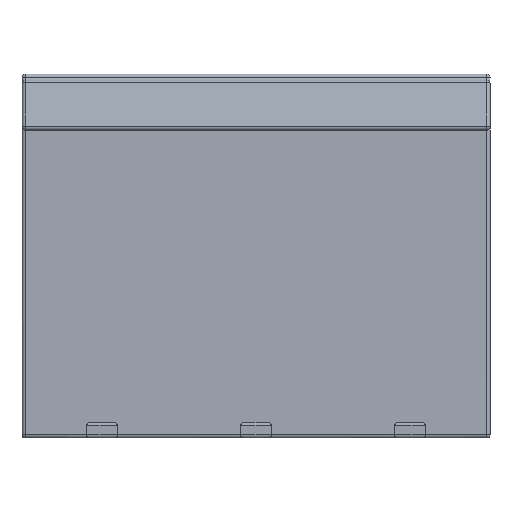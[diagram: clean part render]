
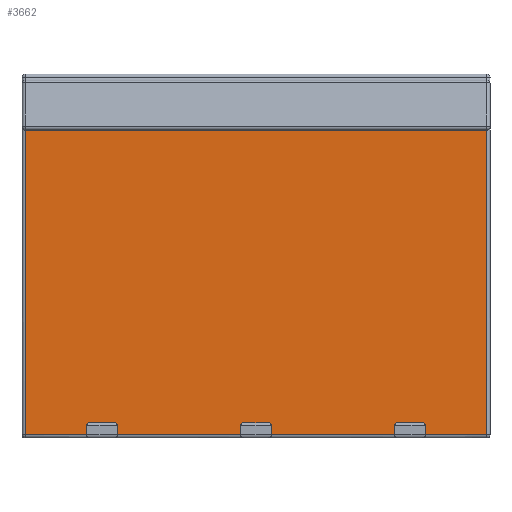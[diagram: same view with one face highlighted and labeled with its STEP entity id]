
A CAD part, front view. The second image highlights one B-rep face of the part: STEP entity #3662.
In plain terms, the highlighted planar face has unit normal (0, -1, 0).
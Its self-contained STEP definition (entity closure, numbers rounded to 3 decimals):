
#343=DIRECTION('',(1.,0.,0.));
#344=VECTOR('',#343,20.);
#345=CARTESIAN_POINT('',(55.,-35.,1.));
#346=LINE('',#345,#344);
#350=DIRECTION('',(0.,0.,1.));
#351=VECTOR('',#350,3.);
#352=CARTESIAN_POINT('',(55.,-35.,1.));
#353=LINE('',#352,#351);
#357=DIRECTION('',(-1.,0.,0.));
#358=VECTOR('',#357,8.);
#359=CARTESIAN_POINT('',(54.,-35.,5.));
#360=LINE('',#359,#358);
#364=DIRECTION('',(0.,0.,1.));
#365=VECTOR('',#364,3.);
#366=CARTESIAN_POINT('',(45.,-35.,1.));
#367=LINE('',#366,#365);
#371=DIRECTION('',(1.,0.,0.));
#372=VECTOR('',#371,40.);
#373=CARTESIAN_POINT('',(5.,-35.,1.));
#374=LINE('',#373,#372);
#378=DIRECTION('',(0.,0.,1.));
#379=VECTOR('',#378,3.);
#380=CARTESIAN_POINT('',(5.,-35.,1.));
#381=LINE('',#380,#379);
#385=DIRECTION('',(-1.,0.,0.));
#386=VECTOR('',#385,8.);
#387=CARTESIAN_POINT('',(4.,-35.,5.));
#388=LINE('',#387,#386);
#392=DIRECTION('',(0.,0.,1.));
#393=VECTOR('',#392,3.);
#394=CARTESIAN_POINT('',(-5.,-35.,1.));
#395=LINE('',#394,#393);
#399=DIRECTION('',(1.,0.,0.));
#400=VECTOR('',#399,40.);
#401=CARTESIAN_POINT('',(-45.,-35.,1.));
#402=LINE('',#401,#400);
#406=DIRECTION('',(0.,0.,1.));
#407=VECTOR('',#406,3.);
#408=CARTESIAN_POINT('',(-45.,-35.,1.));
#409=LINE('',#408,#407);
#413=DIRECTION('',(-1.,0.,0.));
#414=VECTOR('',#413,8.);
#415=CARTESIAN_POINT('',(-46.,-35.,5.));
#416=LINE('',#415,#414);
#420=DIRECTION('',(0.,0.,1.));
#421=VECTOR('',#420,3.);
#422=CARTESIAN_POINT('',(-55.,-35.,1.));
#423=LINE('',#422,#421);
#427=DIRECTION('',(1.,0.,0.));
#428=VECTOR('',#427,20.);
#429=CARTESIAN_POINT('',(-75.,-35.,1.));
#430=LINE('',#429,#428);
#434=DIRECTION('',(0.,0.,-1.));
#435=VECTOR('',#434,99.);
#436=CARTESIAN_POINT('',(-75.,-35.,100.));
#437=LINE('',#436,#435);
#441=DIRECTION('',(1.,0.,0.));
#442=VECTOR('',#441,150.);
#443=CARTESIAN_POINT('',(-75.,-35.,100.));
#444=LINE('',#443,#442);
#448=DIRECTION('',(0.,0.,-1.));
#449=VECTOR('',#448,99.);
#450=CARTESIAN_POINT('',(75.,-35.,100.));
#451=LINE('',#450,#449);
#2496=CARTESIAN_POINT('',(-54.,-35.,4.));
#2497=DIRECTION('',(0.,1.,0.));
#2498=DIRECTION('',(-1.,0.,0.));
#2499=AXIS2_PLACEMENT_3D('',#2496,#2497,#2498);
#2541=CARTESIAN_POINT('',(-46.,-35.,4.));
#2542=DIRECTION('',(0.,1.,0.));
#2543=DIRECTION('',(0.,0.,1.));
#2544=AXIS2_PLACEMENT_3D('',#2541,#2542,#2543);
#2641=CARTESIAN_POINT('',(-4.,-35.,4.));
#2642=DIRECTION('',(0.,1.,0.));
#2643=DIRECTION('',(-1.,0.,0.));
#2644=AXIS2_PLACEMENT_3D('',#2641,#2642,#2643);
#2686=CARTESIAN_POINT('',(4.,-35.,4.));
#2687=DIRECTION('',(0.,1.,0.));
#2688=DIRECTION('',(0.,0.,1.));
#2689=AXIS2_PLACEMENT_3D('',#2686,#2687,#2688);
#2773=CARTESIAN_POINT('',(46.,-35.,4.));
#2774=DIRECTION('',(0.,1.,0.));
#2775=DIRECTION('',(-1.,0.,0.));
#2776=AXIS2_PLACEMENT_3D('',#2773,#2774,#2775);
#2807=CARTESIAN_POINT('',(54.,-35.,4.));
#2808=DIRECTION('',(0.,1.,0.));
#2809=DIRECTION('',(0.,0.,1.));
#2810=AXIS2_PLACEMENT_3D('',#2807,#2808,#2809);
#3026=CARTESIAN_POINT('',(54.,-35.,5.));
#3027=CARTESIAN_POINT('',(46.,-35.,5.));
#3028=VERTEX_POINT('',#3026);
#3029=VERTEX_POINT('',#3027);
#3030=CARTESIAN_POINT('',(45.,-35.,4.));
#3031=VERTEX_POINT('',#3030);
#3034=CARTESIAN_POINT('',(55.,-35.,4.));
#3035=VERTEX_POINT('',#3034);
#3089=CARTESIAN_POINT('',(5.,-35.,4.));
#3091=VERTEX_POINT('',#3089);
#3093=CARTESIAN_POINT('',(4.,-35.,5.));
#3095=VERTEX_POINT('',#3093);
#3100=CARTESIAN_POINT('',(-4.,-35.,5.));
#3101=VERTEX_POINT('',#3100);
#3102=CARTESIAN_POINT('',(-5.,-35.,4.));
#3103=VERTEX_POINT('',#3102);
#3153=CARTESIAN_POINT('',(-45.,-35.,4.));
#3155=VERTEX_POINT('',#3153);
#3157=CARTESIAN_POINT('',(-46.,-35.,5.));
#3159=VERTEX_POINT('',#3157);
#3164=CARTESIAN_POINT('',(-54.,-35.,5.));
#3165=VERTEX_POINT('',#3164);
#3166=CARTESIAN_POINT('',(-55.,-35.,4.));
#3167=VERTEX_POINT('',#3166);
#3216=CARTESIAN_POINT('',(55.,-35.,1.));
#3217=CARTESIAN_POINT('',(75.,-35.,1.));
#3218=VERTEX_POINT('',#3216);
#3219=VERTEX_POINT('',#3217);
#3224=CARTESIAN_POINT('',(75.,-35.,100.));
#3226=VERTEX_POINT('',#3224);
#3312=CARTESIAN_POINT('',(-75.,-35.,100.));
#3313=CARTESIAN_POINT('',(-75.,-35.,1.));
#3314=VERTEX_POINT('',#3312);
#3315=VERTEX_POINT('',#3313);
#3324=CARTESIAN_POINT('',(-55.,-35.,1.));
#3325=VERTEX_POINT('',#3324);
#3372=CARTESIAN_POINT('',(-45.,-35.,1.));
#3373=CARTESIAN_POINT('',(-5.,-35.,1.));
#3374=VERTEX_POINT('',#3372);
#3375=VERTEX_POINT('',#3373);
#3380=CARTESIAN_POINT('',(5.,-35.,1.));
#3381=CARTESIAN_POINT('',(45.,-35.,1.));
#3382=VERTEX_POINT('',#3380);
#3383=VERTEX_POINT('',#3381);
#3612=CARTESIAN_POINT('',(-76.,-35.,0.));
#3613=DIRECTION('',(0.,-1.,0.));
#3614=DIRECTION('',(1.,0.,0.));
#3615=AXIS2_PLACEMENT_3D('',#3612,#3613,#3614);
#3616=PLANE('',#3615);
#3618=ORIENTED_EDGE('',*,*,#3617,.F.);
#3620=ORIENTED_EDGE('',*,*,#3619,.T.);
#3622=ORIENTED_EDGE('',*,*,#3621,.F.);
#3623=ORIENTED_EDGE('',*,*,#3597,.T.);
#3625=ORIENTED_EDGE('',*,*,#3624,.F.);
#3627=ORIENTED_EDGE('',*,*,#3626,.F.);
#3629=ORIENTED_EDGE('',*,*,#3628,.F.);
#3631=ORIENTED_EDGE('',*,*,#3630,.T.);
#3633=ORIENTED_EDGE('',*,*,#3632,.F.);
#3635=ORIENTED_EDGE('',*,*,#3634,.T.);
#3637=ORIENTED_EDGE('',*,*,#3636,.F.);
#3639=ORIENTED_EDGE('',*,*,#3638,.F.);
#3641=ORIENTED_EDGE('',*,*,#3640,.F.);
#3643=ORIENTED_EDGE('',*,*,#3642,.T.);
#3645=ORIENTED_EDGE('',*,*,#3644,.F.);
#3647=ORIENTED_EDGE('',*,*,#3646,.T.);
#3649=ORIENTED_EDGE('',*,*,#3648,.F.);
#3651=ORIENTED_EDGE('',*,*,#3650,.F.);
#3653=ORIENTED_EDGE('',*,*,#3652,.F.);
#3655=ORIENTED_EDGE('',*,*,#3654,.F.);
#3657=ORIENTED_EDGE('',*,*,#3656,.T.);
#3659=ORIENTED_EDGE('',*,*,#3658,.T.);
#3660=EDGE_LOOP('',(#3618,#3620,#3622,#3623,#3625,#3627,#3629,#3631,#3633,#3635,
#3637,#3639,#3641,#3643,#3645,#3647,#3649,#3651,#3653,#3655,#3657,#3659));
#3661=FACE_OUTER_BOUND('',#3660,.F.);
#3662=ADVANCED_FACE('',(#3661),#3616,.T.);
#2500=CIRCLE('',#2499,1.);
#2545=CIRCLE('',#2544,1.);
#2645=CIRCLE('',#2644,1.);
#2690=CIRCLE('',#2689,1.);
#2777=CIRCLE('',#2776,1.);
#2811=CIRCLE('',#2810,1.);
#3597=EDGE_CURVE('',#3028,#3029,#360,.T.);
#3617=EDGE_CURVE('',#3218,#3219,#346,.T.);
#3619=EDGE_CURVE('',#3218,#3035,#353,.T.);
#3621=EDGE_CURVE('',#3028,#3035,#2811,.T.);
#3624=EDGE_CURVE('',#3031,#3029,#2777,.T.);
#3626=EDGE_CURVE('',#3383,#3031,#367,.T.);
#3628=EDGE_CURVE('',#3382,#3383,#374,.T.);
#3630=EDGE_CURVE('',#3382,#3091,#381,.T.);
#3632=EDGE_CURVE('',#3095,#3091,#2690,.T.);
#3634=EDGE_CURVE('',#3095,#3101,#388,.T.);
#3636=EDGE_CURVE('',#3103,#3101,#2645,.T.);
#3638=EDGE_CURVE('',#3375,#3103,#395,.T.);
#3640=EDGE_CURVE('',#3374,#3375,#402,.T.);
#3642=EDGE_CURVE('',#3374,#3155,#409,.T.);
#3644=EDGE_CURVE('',#3159,#3155,#2545,.T.);
#3646=EDGE_CURVE('',#3159,#3165,#416,.T.);
#3648=EDGE_CURVE('',#3167,#3165,#2500,.T.);
#3650=EDGE_CURVE('',#3325,#3167,#423,.T.);
#3652=EDGE_CURVE('',#3315,#3325,#430,.T.);
#3654=EDGE_CURVE('',#3314,#3315,#437,.T.);
#3656=EDGE_CURVE('',#3314,#3226,#444,.T.);
#3658=EDGE_CURVE('',#3226,#3219,#451,.T.);
